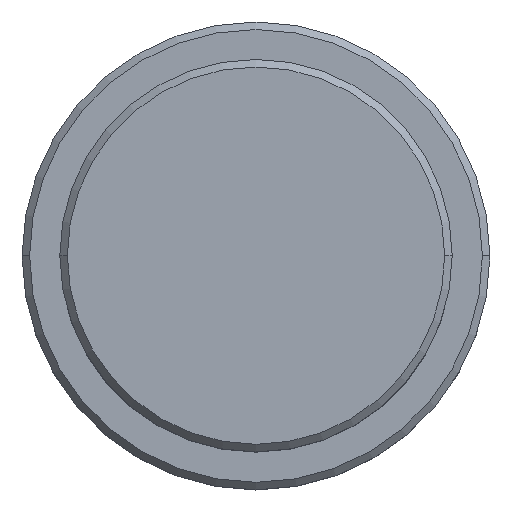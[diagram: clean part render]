
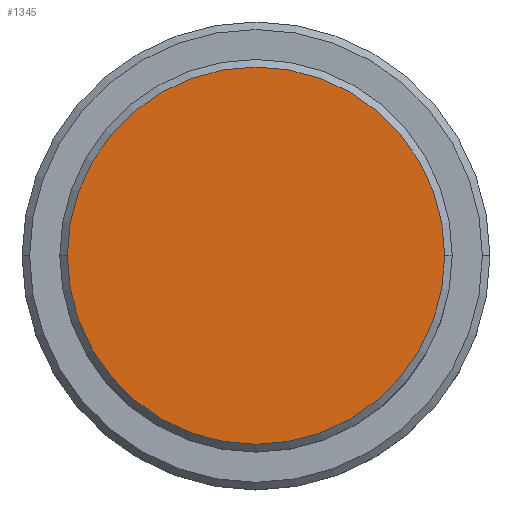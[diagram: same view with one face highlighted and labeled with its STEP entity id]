
A CAD part, top view. The second image highlights one B-rep face of the part: STEP entity #1345.
In plain terms, the highlighted planar face has unit normal (0, 0, 1).
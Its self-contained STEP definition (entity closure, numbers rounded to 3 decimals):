
#9 = CARTESIAN_POINT ( 'NONE',  ( 12.5, 0., 0. ) ) ;
#18 = AXIS2_PLACEMENT_3D ( 'NONE', #112, #558, #310 ) ;
#112 = CARTESIAN_POINT ( 'NONE',  ( 0., 0., 0. ) ) ;
#176 = DIRECTION ( 'NONE',  ( 1., 0., 0. ) ) ;
#202 = EDGE_LOOP ( 'NONE', ( #493, #341 ) ) ;
#310 = DIRECTION ( 'NONE',  ( 1., 0., 0. ) ) ;
#329 = EDGE_CURVE ( 'NONE', #1060, #466, #1055, .T. ) ;
#341 = ORIENTED_EDGE ( 'NONE', *, *, #917, .T. ) ;
#435 = FACE_OUTER_BOUND ( 'NONE', #202, .T. ) ;
#444 = DIRECTION ( 'NONE',  ( 1., 0., 0. ) ) ;
#466 = VERTEX_POINT ( 'NONE', #9 ) ;
#493 = ORIENTED_EDGE ( 'NONE', *, *, #329, .T. ) ;
#556 = PLANE ( 'NONE',  #1100 ) ;
#558 = DIRECTION ( 'NONE',  ( 0., 0., 1. ) ) ;
#563 = AXIS2_PLACEMENT_3D ( 'NONE', #986, #765, #176 ) ;
#765 = DIRECTION ( 'NONE',  ( 0., 0., 1. ) ) ;
#896 = CARTESIAN_POINT ( 'NONE',  ( 0., 0., 0. ) ) ;
#917 = EDGE_CURVE ( 'NONE', #466, #1060, #1160, .T. ) ;
#986 = CARTESIAN_POINT ( 'NONE',  ( 0., 0., 0. ) ) ;
#1055 = CIRCLE ( 'NONE', #563, 12.5 ) ;
#1060 = VERTEX_POINT ( 'NONE', #1139 ) ;
#1100 = AXIS2_PLACEMENT_3D ( 'NONE', #896, #1208, #444 ) ;
#1139 = CARTESIAN_POINT ( 'NONE',  ( -12.5, 0., 0. ) ) ;
#1160 = CIRCLE ( 'NONE', #18, 12.5 ) ;
#1208 = DIRECTION ( 'NONE',  ( 0., 0., 1. ) ) ;
#1345 = ADVANCED_FACE ( 'NONE', ( #435 ), #556, .T. ) ;
